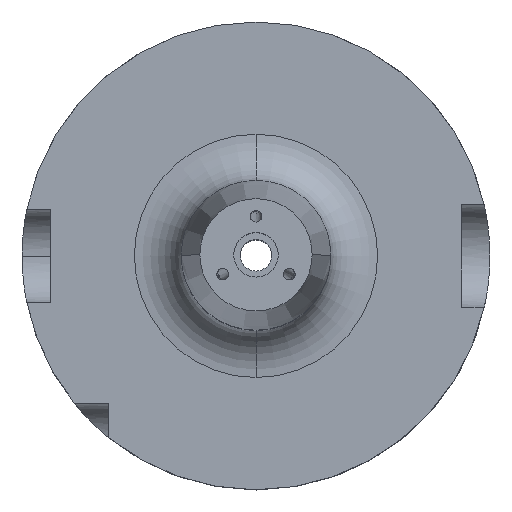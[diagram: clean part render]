
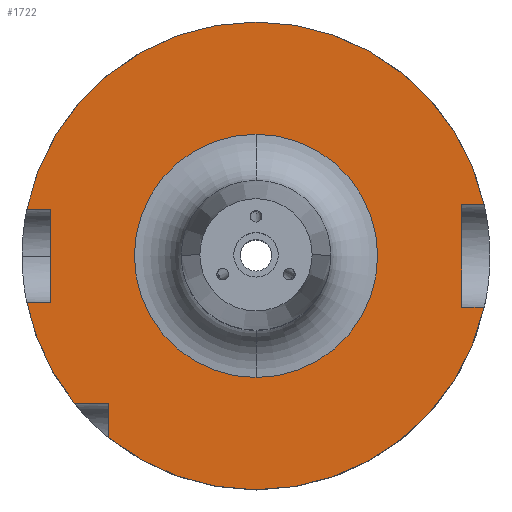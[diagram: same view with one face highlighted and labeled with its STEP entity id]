
A CAD part, top view. The second image highlights one B-rep face of the part: STEP entity #1722.
In plain terms, the highlighted planar face has unit normal (0, 0, 1).
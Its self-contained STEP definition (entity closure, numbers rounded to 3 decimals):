
#26 = DIRECTION ( 'NONE',  ( 0., 0., -1. ) ) ;
#65 = DIRECTION ( 'NONE',  ( -1., 0., 0. ) ) ;
#72 = AXIS2_PLACEMENT_3D ( 'NONE', #3319, #487, #2473 ) ;
#141 = EDGE_LOOP ( 'NONE', ( #711, #2655 ) ) ;
#210 = CARTESIAN_POINT ( 'NONE',  ( 0., 0., 29. ) ) ;
#240 = VERTEX_POINT ( 'NONE', #3667 ) ;
#296 = CARTESIAN_POINT ( 'NONE',  ( 0., 0., 29. ) ) ;
#331 = ORIENTED_EDGE ( 'NONE', *, *, #2419, .F. ) ;
#346 = CARTESIAN_POINT ( 'NONE',  ( 0., 50., 29. ) ) ;
#347 = CIRCLE ( 'NONE', #2050, 26. ) ;
#351 = EDGE_CURVE ( 'NONE', #3251, #2579, #1877, .T. ) ;
#363 = VERTEX_POINT ( 'NONE', #2876 ) ;
#443 = VECTOR ( 'NONE', #2667, 1000. ) ;
#479 = LINE ( 'NONE', #3271, #3326 ) ;
#487 = DIRECTION ( 'NONE',  ( 0., 0., 1. ) ) ;
#489 = CARTESIAN_POINT ( 'NONE',  ( -44., -10., 29. ) ) ;
#495 = DIRECTION ( 'NONE',  ( 0., 1., 0. ) ) ;
#509 = VERTEX_POINT ( 'NONE', #1418 ) ;
#510 = CARTESIAN_POINT ( 'NONE',  ( 0., 0., 29. ) ) ;
#515 = ORIENTED_EDGE ( 'NONE', *, *, #1402, .T. ) ;
#520 = ORIENTED_EDGE ( 'NONE', *, *, #2136, .F. ) ;
#550 = AXIS2_PLACEMENT_3D ( 'NONE', #2280, #593, #2568 ) ;
#590 = DIRECTION ( 'NONE',  ( 0., -1., 0. ) ) ;
#593 = DIRECTION ( 'NONE',  ( 0., 0., -1. ) ) ;
#597 = FACE_BOUND ( 'NONE', #141, .T. ) ;
#659 = CARTESIAN_POINT ( 'NONE',  ( 0., -26., 29. ) ) ;
#682 = FACE_OUTER_BOUND ( 'NONE', #1026, .T. ) ;
#711 = ORIENTED_EDGE ( 'NONE', *, *, #2574, .T. ) ;
#792 = DIRECTION ( 'NONE',  ( 0., -1., 0. ) ) ;
#799 = LINE ( 'NONE', #1057, #3157 ) ;
#827 = VERTEX_POINT ( 'NONE', #3616 ) ;
#942 = ORIENTED_EDGE ( 'NONE', *, *, #2230, .T. ) ;
#1026 = EDGE_LOOP ( 'NONE', ( #942, #515, #1093, #2063, #1044, #331, #1748, #2588, #3680, #520, #1653, #2813 ) ) ;
#1044 = ORIENTED_EDGE ( 'NONE', *, *, #3212, .F. ) ;
#1056 = EDGE_CURVE ( 'NONE', #1322, #3251, #3646, .T. ) ;
#1057 = CARTESIAN_POINT ( 'NONE',  ( -31.5, 44., 29. ) ) ;
#1093 = ORIENTED_EDGE ( 'NONE', *, *, #351, .F. ) ;
#1126 = VECTOR ( 'NONE', #3161, 1000. ) ;
#1149 = LINE ( 'NONE', #2309, #3432 ) ;
#1212 = EDGE_CURVE ( 'NONE', #2598, #509, #1149, .T. ) ;
#1214 = VERTEX_POINT ( 'NONE', #1757 ) ;
#1223 = CARTESIAN_POINT ( 'NONE',  ( -38.83, -31.5, 29. ) ) ;
#1237 = VERTEX_POINT ( 'NONE', #346 ) ;
#1274 = VERTEX_POINT ( 'NONE', #659 ) ;
#1321 = CARTESIAN_POINT ( 'NONE',  ( -48.99, -10., 29. ) ) ;
#1322 = VERTEX_POINT ( 'NONE', #1223 ) ;
#1346 = DIRECTION ( 'NONE',  ( 0., 1., 0. ) ) ;
#1402 = EDGE_CURVE ( 'NONE', #363, #2579, #3168, .T. ) ;
#1418 = CARTESIAN_POINT ( 'NONE',  ( 44., -11., 29. ) ) ;
#1497 = CARTESIAN_POINT ( 'NONE',  ( 0., 0., 29. ) ) ;
#1538 = DIRECTION ( 'NONE',  ( -1., 0., 0. ) ) ;
#1551 = VECTOR ( 'NONE', #1622, 1000. ) ;
#1571 = DIRECTION ( 'NONE',  ( 1., 0., 0. ) ) ;
#1614 = PLANE ( 'NONE',  #72 ) ;
#1622 = DIRECTION ( 'NONE',  ( 0., -1., 0. ) ) ;
#1649 = CARTESIAN_POINT ( 'NONE',  ( 0., 26., 29. ) ) ;
#1653 = ORIENTED_EDGE ( 'NONE', *, *, #2381, .F. ) ;
#1719 = CARTESIAN_POINT ( 'NONE',  ( 0., 0., 29. ) ) ;
#1722 = ADVANCED_FACE ( 'NONE', ( #597, #682 ), #1614, .T. ) ;
#1748 = ORIENTED_EDGE ( 'NONE', *, *, #2010, .F. ) ;
#1757 = CARTESIAN_POINT ( 'NONE',  ( -48.99, 10., 29. ) ) ;
#1772 = DIRECTION ( 'NONE',  ( 0., 1., 0. ) ) ;
#1835 = DIRECTION ( 'NONE',  ( 0., -1., 0. ) ) ;
#1854 = CARTESIAN_POINT ( 'NONE',  ( -54., 10., 29. ) ) ;
#1877 = LINE ( 'NONE', #2020, #1126 ) ;
#1992 = VERTEX_POINT ( 'NONE', #1649 ) ;
#2003 = DIRECTION ( 'NONE',  ( 0., 1., 0. ) ) ;
#2010 = EDGE_CURVE ( 'NONE', #2598, #827, #2130, .T. ) ;
#2020 = CARTESIAN_POINT ( 'NONE',  ( -54., -10., 29. ) ) ;
#2050 = AXIS2_PLACEMENT_3D ( 'NONE', #296, #2273, #590 ) ;
#2063 = ORIENTED_EDGE ( 'NONE', *, *, #1056, .F. ) ;
#2130 = CIRCLE ( 'NONE', #3307, 50. ) ;
#2136 = EDGE_CURVE ( 'NONE', #240, #3633, #3478, .T. ) ;
#2192 = DIRECTION ( 'NONE',  ( 0., 0., -1. ) ) ;
#2230 = EDGE_CURVE ( 'NONE', #1214, #363, #3506, .T. ) ;
#2273 = DIRECTION ( 'NONE',  ( 0., 0., -1. ) ) ;
#2280 = CARTESIAN_POINT ( 'NONE',  ( 0., 0., 29. ) ) ;
#2290 = CARTESIAN_POINT ( 'NONE',  ( 48.775, -11., 29. ) ) ;
#2309 = CARTESIAN_POINT ( 'NONE',  ( 54., -11., 29. ) ) ;
#2336 = CIRCLE ( 'NONE', #3451, 26. ) ;
#2372 = CARTESIAN_POINT ( 'NONE',  ( 54., 11., 29. ) ) ;
#2379 = CIRCLE ( 'NONE', #3635, 50. ) ;
#2381 = EDGE_CURVE ( 'NONE', #1237, #240, #2379, .T. ) ;
#2409 = CARTESIAN_POINT ( 'NONE',  ( -31.5, -31.5, 29. ) ) ;
#2419 = EDGE_CURVE ( 'NONE', #827, #2830, #799, .T. ) ;
#2431 = CIRCLE ( 'NONE', #2834, 50. ) ;
#2473 = DIRECTION ( 'NONE',  ( 0., -1., 0. ) ) ;
#2494 = DIRECTION ( 'NONE',  ( 0., 0., -1. ) ) ;
#2568 = DIRECTION ( 'NONE',  ( 0., 1., 0. ) ) ;
#2574 = EDGE_CURVE ( 'NONE', #1274, #1992, #347, .T. ) ;
#2579 = VERTEX_POINT ( 'NONE', #2856 ) ;
#2583 = EDGE_CURVE ( 'NONE', #1214, #1237, #2431, .T. ) ;
#2588 = ORIENTED_EDGE ( 'NONE', *, *, #1212, .T. ) ;
#2598 = VERTEX_POINT ( 'NONE', #2290 ) ;
#2655 = ORIENTED_EDGE ( 'NONE', *, *, #3679, .T. ) ;
#2667 = DIRECTION ( 'NONE',  ( -1., 0., 0. ) ) ;
#2756 = VECTOR ( 'NONE', #1571, 1000. ) ;
#2813 = ORIENTED_EDGE ( 'NONE', *, *, #2583, .F. ) ;
#2830 = VERTEX_POINT ( 'NONE', #2409 ) ;
#2834 = AXIS2_PLACEMENT_3D ( 'NONE', #1719, #26, #2003 ) ;
#2856 = CARTESIAN_POINT ( 'NONE',  ( -44., -10., 29. ) ) ;
#2876 = CARTESIAN_POINT ( 'NONE',  ( -44., 10., 29. ) ) ;
#3157 = VECTOR ( 'NONE', #1346, 1000. ) ;
#3161 = DIRECTION ( 'NONE',  ( 1., 0., 0. ) ) ;
#3168 = LINE ( 'NONE', #489, #1551 ) ;
#3175 = EDGE_CURVE ( 'NONE', #3633, #509, #3606, .T. ) ;
#3212 = EDGE_CURVE ( 'NONE', #2830, #1322, #479, .T. ) ;
#3251 = VERTEX_POINT ( 'NONE', #1321 ) ;
#3271 = CARTESIAN_POINT ( 'NONE',  ( 0., -31.5, 29. ) ) ;
#3307 = AXIS2_PLACEMENT_3D ( 'NONE', #1497, #3486, #1772 ) ;
#3319 = CARTESIAN_POINT ( 'NONE',  ( 0., 44., 29. ) ) ;
#3326 = VECTOR ( 'NONE', #1538, 1000. ) ;
#3417 = VECTOR ( 'NONE', #1835, 1000. ) ;
#3432 = VECTOR ( 'NONE', #65, 1000. ) ;
#3451 = AXIS2_PLACEMENT_3D ( 'NONE', #510, #2494, #792 ) ;
#3478 = LINE ( 'NONE', #2372, #443 ) ;
#3486 = DIRECTION ( 'NONE',  ( 0., 0., -1. ) ) ;
#3506 = LINE ( 'NONE', #1854, #2756 ) ;
#3541 = CARTESIAN_POINT ( 'NONE',  ( 44., -11., 29. ) ) ;
#3606 = LINE ( 'NONE', #3541, #3417 ) ;
#3616 = CARTESIAN_POINT ( 'NONE',  ( -31.5, -38.83, 29. ) ) ;
#3624 = CARTESIAN_POINT ( 'NONE',  ( 44., 11., 29. ) ) ;
#3633 = VERTEX_POINT ( 'NONE', #3624 ) ;
#3635 = AXIS2_PLACEMENT_3D ( 'NONE', #210, #2192, #495 ) ;
#3646 = CIRCLE ( 'NONE', #550, 50. ) ;
#3667 = CARTESIAN_POINT ( 'NONE',  ( 48.775, 11., 29. ) ) ;
#3679 = EDGE_CURVE ( 'NONE', #1992, #1274, #2336, .T. ) ;
#3680 = ORIENTED_EDGE ( 'NONE', *, *, #3175, .F. ) ;
